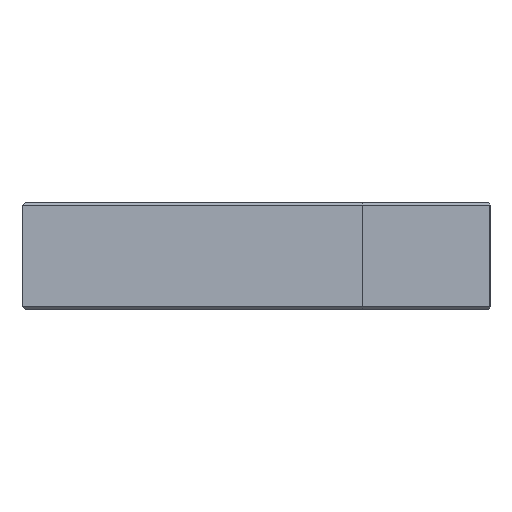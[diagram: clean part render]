
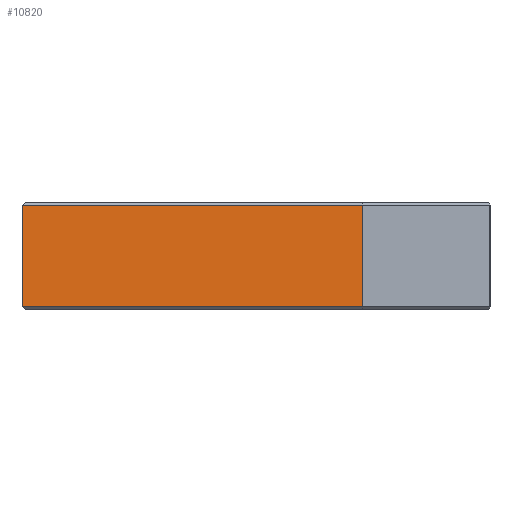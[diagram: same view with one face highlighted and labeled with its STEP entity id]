
A CAD part, front view. The second image highlights one B-rep face of the part: STEP entity #10820.
In plain terms, the highlighted planar face has unit normal (0.707, -0.707, 0).
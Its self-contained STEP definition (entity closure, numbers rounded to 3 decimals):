
#600=CARTESIAN_POINT('',(-1.,-2.414,14.5));
#610=VERTEX_POINT('',#600);
#840=CARTESIAN_POINT('',(49.5,48.086,14.5));
#850=VERTEX_POINT('',#840);
#880=CARTESIAN_POINT('',(0.,-1.414,14.5));
#890=DIRECTION('',(-0.707,-0.707,
0.));
#900=VECTOR('',#890,1.);
#910=LINE('',#880,#900);
#920=EDGE_CURVE('',#850,#610,#910,.T.);
#4540=CARTESIAN_POINT('',(0.,-1.414,-0.5));
#4550=DIRECTION('',(-0.707,-0.707,
0.));
#4560=VECTOR('',#4550,1.);
#4570=LINE('',#4540,#4560);
#4580=CARTESIAN_POINT('',(49.5,48.086,-0.5));
#4590=VERTEX_POINT('',#4580);
#4600=CARTESIAN_POINT('',(-1.,-2.414,-0.5));
#4610=VERTEX_POINT('',#4600);
#4620=EDGE_CURVE('',#4590,#4610,#4570,.T.);
#10610=CARTESIAN_POINT('',(49.355,47.941,0.));
#10620=DIRECTION('',(0.707,-0.707,0.));
#10630=DIRECTION('',(-0.707,-0.707,0.));
#10640=AXIS2_PLACEMENT_3D('',#10610,#10620,#10630);
#10650=PLANE('',#10640);
#10660=ORIENTED_EDGE('',*,*,#4620,.F.);
#10670=CARTESIAN_POINT('',(-1.,-2.414,0.));
#10680=DIRECTION('',(0.,0.,-1.));
#10690=VECTOR('',#10680,1.);
#10700=LINE('',#10670,#10690);
#10710=EDGE_CURVE('',#610,#4610,#10700,.T.);
#10720=ORIENTED_EDGE('',*,*,#10710,.T.);
#10730=ORIENTED_EDGE('',*,*,#920,.T.);
#10740=CARTESIAN_POINT('',(49.5,48.086,10.75));
#10750=DIRECTION('',(0.,0.,1.));
#10760=VECTOR('',#10750,1.);
#10770=LINE('',#10740,#10760);
#10780=EDGE_CURVE('',#4590,#850,#10770,.T.);
#10790=ORIENTED_EDGE('',*,*,#10780,.T.);
#10800=EDGE_LOOP('',(#10790,#10730,#10720,#10660));
#10810=FACE_OUTER_BOUND('',#10800,.T.);
#10820=ADVANCED_FACE('',(#10810),#10650,.T.);
